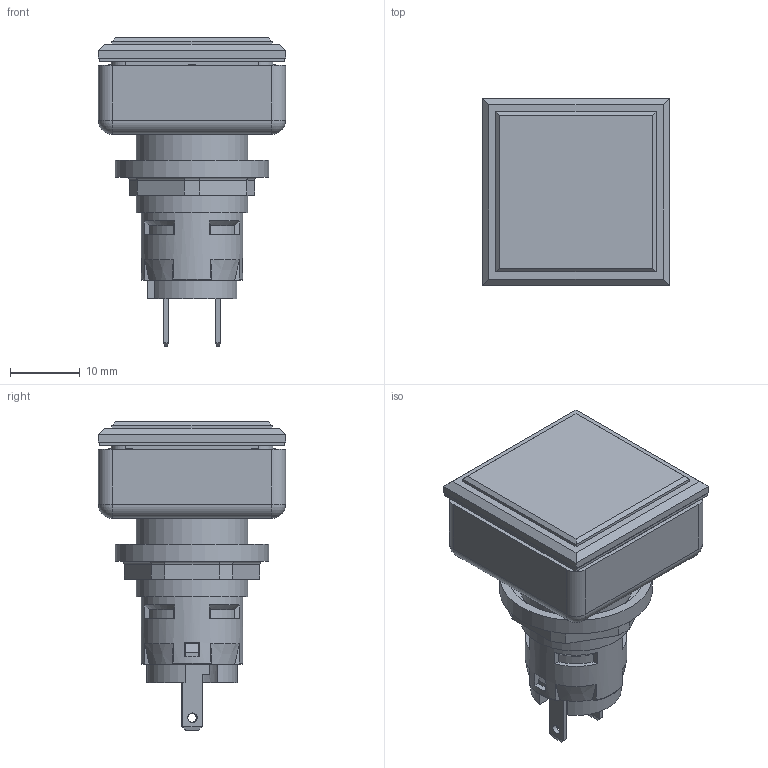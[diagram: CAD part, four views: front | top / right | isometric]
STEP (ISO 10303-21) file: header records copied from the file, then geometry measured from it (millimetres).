
FILE_DESCRIPTION(/* description */ (''),/* implementation_level */ '2;1');
FILE_NAME(/* name */ 'QXJL5_ipt.stp',/* time_stamp */ '2015-09-10T13:31:45+02:00',/* author */ ('thagel'),/* organization */ (''),/* preprocessor_version */ 'ST-DEVELOPER v15.2',/* originating_system */ 'Autodesk Inventor 2014',/* authorisation */ '');
FILE_SCHEMA (('AUTOMOTIVE_DESIGN { 1 0 10303 214 3 1 1 }'));
Length unit declared in the file: centimetre
Products named in the file (1): 3D-Zeichnungen vereinfacht für Kunden
Bounding box: 26.9 x 26.9 x 44.3 mm (x, y, z)
Volume: 13547.7 mm3; surface area: 7420.8 mm2
Topology: 1 solids, 2 shells, 313 faces, 821 edges, 499 vertices
Faces by surface type: plane 184, cylinder 79, sphere 20, cone 18, torus 8, bspline 4
Full cylindrical faces by diameter (mm): 1.35 x2, 5 x1, 12 x1, 12.1 x1, 13.311 x1, 14.65 x1, 16 x2, 16.25 x1, 16.5 x1, 19.5 x1, 22 x1
Entity records: 9639 total; most frequent: CARTESIAN_POINT 2324, ORIENTED_EDGE 1512, DIRECTION 1506, EDGE_CURVE 752, AXIS2_PLACEMENT_3D 510, LINE 486, VECTOR 486, VERTEX_POINT 468
